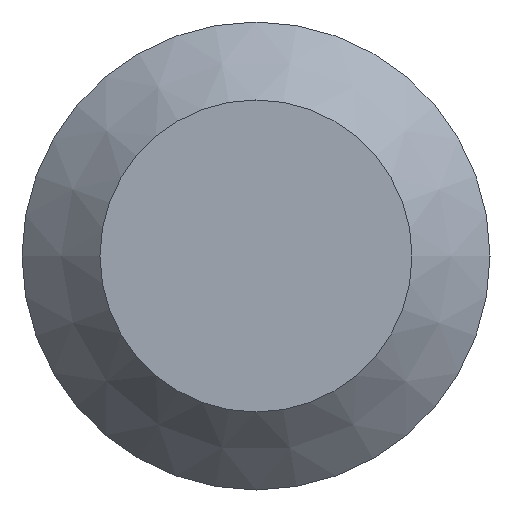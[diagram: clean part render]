
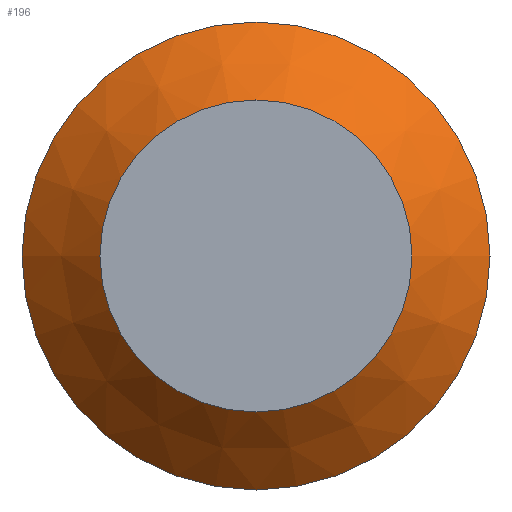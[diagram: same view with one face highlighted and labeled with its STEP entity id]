
A CAD part, front view. The second image highlights one B-rep face of the part: STEP entity #196.
In plain terms, the highlighted conical face has half-angle 45 degrees and reference radius 1.9 mm.
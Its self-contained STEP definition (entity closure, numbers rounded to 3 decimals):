
#143=CONICAL_SURFACE('',#380,1.9,45.);
#178=FACE_BOUND('',#236,.T.);
#179=FACE_BOUND('',#237,.T.);
#196=ADVANCED_FACE('',(#178,#179),#143,.T.);
#236=EDGE_LOOP('',(#268));
#237=EDGE_LOOP('',(#269));
#268=ORIENTED_EDGE('',*,*,#303,.T.);
#269=ORIENTED_EDGE('',*,*,#302,.F.);
#286=VERTEX_POINT('',#494);
#287=VERTEX_POINT('',#497);
#302=EDGE_CURVE('',#286,#286,#318,.T.);
#303=EDGE_CURVE('',#287,#287,#319,.T.);
#318=CIRCLE('',#377,2.85);
#319=CIRCLE('',#379,1.9);
#377=AXIS2_PLACEMENT_3D('',#493,#438,#439);
#379=AXIS2_PLACEMENT_3D('',#496,#442,#443);
#380=AXIS2_PLACEMENT_3D('',#498,#444,#445);
#438=DIRECTION('',(0.,1.,0.));
#439=DIRECTION('',(1.,0.,0.));
#442=DIRECTION('',(0.,1.,0.));
#443=DIRECTION('',(1.,0.,0.));
#444=DIRECTION('',(0.,1.,0.));
#445=DIRECTION('',(1.,0.,0.));
#493=CARTESIAN_POINT('',(0.,-4.6,-6.45));
#494=CARTESIAN_POINT('',(2.85,-4.6,-6.45));
#496=CARTESIAN_POINT('',(0.,-5.55,-6.45));
#497=CARTESIAN_POINT('',(1.9,-5.55,-6.45));
#498=CARTESIAN_POINT('',(0.,-5.55,-6.45));
